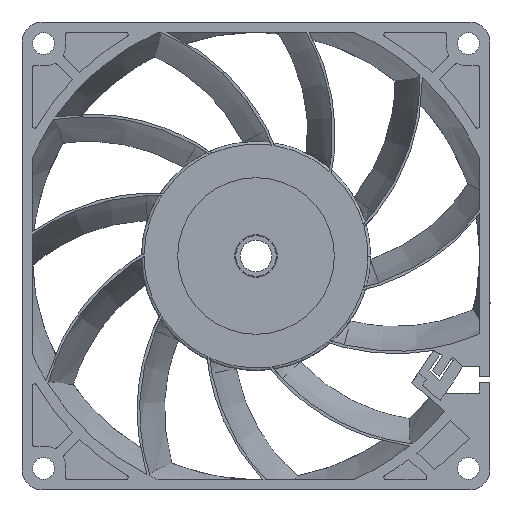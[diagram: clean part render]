
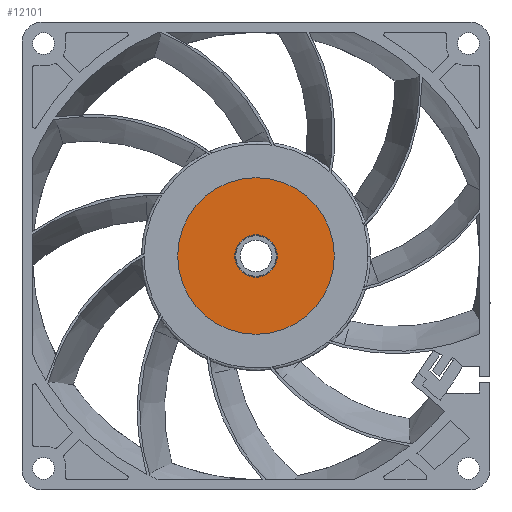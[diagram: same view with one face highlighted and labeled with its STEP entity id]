
A CAD part, front view. The second image highlights one B-rep face of the part: STEP entity #12101.
In plain terms, the highlighted planar face has unit normal (0, -1, 0).
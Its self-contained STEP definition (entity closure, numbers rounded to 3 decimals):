
#491 = VERTEX_POINT ( 'NONE', #8909 ) ;
#1117 = CIRCLE ( 'NONE', #16774, 4.175 ) ;
#1378 = ORIENTED_EDGE ( 'NONE', *, *, #2739, .T. ) ;
#1457 = DIRECTION ( 'NONE',  ( 0., 0., -1. ) ) ;
#2739 = EDGE_CURVE ( 'NONE', #13803, #9012, #10595, .T. ) ;
#2943 = EDGE_LOOP ( 'NONE', ( #1378, #15417 ) ) ;
#3057 = CARTESIAN_POINT ( 'NONE',  ( 0., 0.15, 0. ) ) ;
#3144 = FACE_BOUND ( 'NONE', #2943, .T. ) ;
#3933 = DIRECTION ( 'NONE',  ( 0., 1., 0. ) ) ;
#3994 = FACE_OUTER_BOUND ( 'NONE', #5829, .T. ) ;
#4314 = DIRECTION ( 'NONE',  ( 0., 1., 0. ) ) ;
#4404 = DIRECTION ( 'NONE',  ( 0., -1., 0. ) ) ;
#4422 = AXIS2_PLACEMENT_3D ( 'NONE', #6653, #8011, #10796 ) ;
#4819 = CARTESIAN_POINT ( 'NONE',  ( 0., 0.15, 4.175 ) ) ;
#5001 = DIRECTION ( 'NONE',  ( 0., -1., 0. ) ) ;
#5206 = DIRECTION ( 'NONE',  ( 0., 0., -1. ) ) ;
#5727 = EDGE_CURVE ( 'NONE', #9012, #13803, #1117, .T. ) ;
#5829 = EDGE_LOOP ( 'NONE', ( #8708, #10125 ) ) ;
#6653 = CARTESIAN_POINT ( 'NONE',  ( 0., 0.15, 0. ) ) ;
#6872 = CARTESIAN_POINT ( 'NONE',  ( 0., 0.15, -4.175 ) ) ;
#6978 = DIRECTION ( 'NONE',  ( 0., 0., -1. ) ) ;
#7254 = CARTESIAN_POINT ( 'NONE',  ( 0., 0.15, -15.4 ) ) ;
#7502 = AXIS2_PLACEMENT_3D ( 'NONE', #9977, #4404, #6978 ) ;
#7613 = DIRECTION ( 'NONE',  ( 0., 0., -1. ) ) ;
#8011 = DIRECTION ( 'NONE',  ( 0., -1., 0. ) ) ;
#8708 = ORIENTED_EDGE ( 'NONE', *, *, #9822, .T. ) ;
#8909 = CARTESIAN_POINT ( 'NONE',  ( 0., 0.15, 15.4 ) ) ;
#9012 = VERTEX_POINT ( 'NONE', #4819 ) ;
#9613 = CIRCLE ( 'NONE', #4422, 15.4 ) ;
#9822 = EDGE_CURVE ( 'NONE', #491, #14283, #9613, .T. ) ;
#9977 = CARTESIAN_POINT ( 'NONE',  ( 0., 0.15, 0. ) ) ;
#10125 = ORIENTED_EDGE ( 'NONE', *, *, #10620, .T. ) ;
#10595 = CIRCLE ( 'NONE', #17083, 4.175 ) ;
#10620 = EDGE_CURVE ( 'NONE', #14283, #491, #11295, .T. ) ;
#10796 = DIRECTION ( 'NONE',  ( 0., 0., -1. ) ) ;
#11295 = CIRCLE ( 'NONE', #7502, 15.4 ) ;
#11656 = AXIS2_PLACEMENT_3D ( 'NONE', #14347, #5001, #7613 ) ;
#12101 = ADVANCED_FACE ( 'NONE', ( #3144, #3994 ), #15773, .T. ) ;
#13803 = VERTEX_POINT ( 'NONE', #6872 ) ;
#14283 = VERTEX_POINT ( 'NONE', #7254 ) ;
#14347 = CARTESIAN_POINT ( 'NONE',  ( 0., 0.15, 0. ) ) ;
#14900 = CARTESIAN_POINT ( 'NONE',  ( 0., 0.15, 0. ) ) ;
#15417 = ORIENTED_EDGE ( 'NONE', *, *, #5727, .T. ) ;
#15773 = PLANE ( 'NONE',  #11656 ) ;
#16774 = AXIS2_PLACEMENT_3D ( 'NONE', #14900, #3933, #5206 ) ;
#17083 = AXIS2_PLACEMENT_3D ( 'NONE', #3057, #4314, #1457 ) ;
